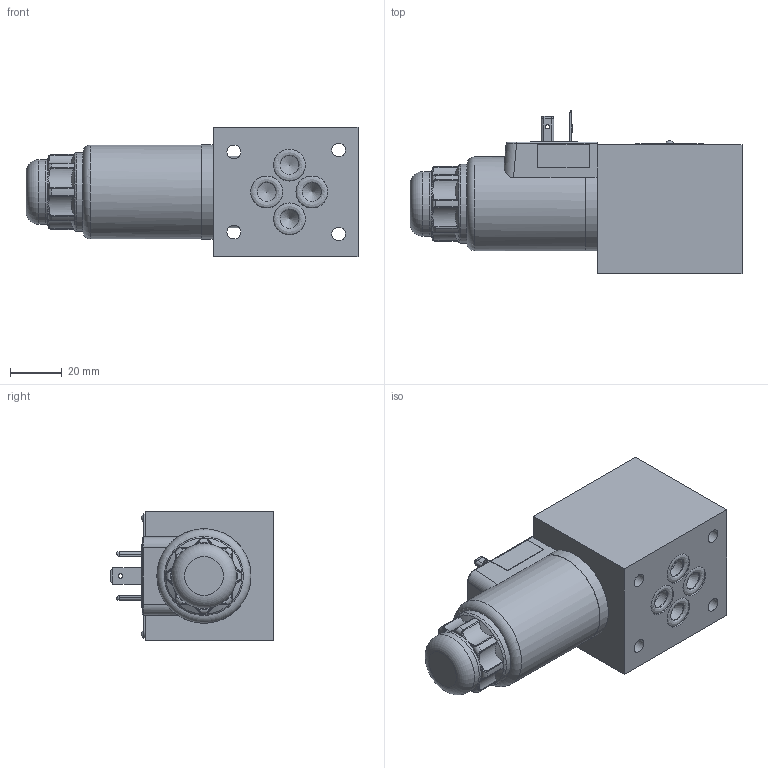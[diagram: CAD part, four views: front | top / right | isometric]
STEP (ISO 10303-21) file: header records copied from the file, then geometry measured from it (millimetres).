
FILE_DESCRIPTION (( 'STEP AP214' ), '1' );
FILE_NAME ('WVH-6I-2_2, 3_2.STEP', '2024-06-27T14:30:45', ( '' ), ( '' ), 'SwSTEP 2.0', 'SolidWorks 2022', '' );
FILE_SCHEMA (( 'AUTOMOTIVE_DESIGN' ));
Length unit declared in the file: millimetre
Products named in the file (1): WVH-6I-2_2, 3_2
Bounding box: 128.3 x 63.2 x 50 mm (x, y, z)
Volume: 184982.6 mm3; surface area: 42490.2 mm2
Topology: 11 solids, 13 shells, 668 faces, 1652 edges, 1051 vertices
Faces by surface type: plane 389, cylinder 117, bspline 85, torus 45, cone 30, sphere 2
Full cylindrical faces by diameter (mm): 1.6 x2, 1.65 x3, 1.7 x2, 1.85 x2, 2 x2, 2.7 x1, 3 x1, 4.9 x1, 5.3 x4, 7.8 x2, 8.011 x2, 10.135 x4, 12.35 x4, 16 x1, 18.05 x2, 18.4 x1, 19 x1, 20 x2, 20.3 x1, 22.4 x1, 23 x2, 25 x2, 25.1 x1, 26.8 x1, 30.5 x1, 32.42 x1, 36.3 x1
Entity records: 28017 total; most frequent: CARTESIAN_POINT 5935, ORIENTED_EDGE 3018, DIRECTION 2803, EDGE_CURVE 1509, VERTEX_POINT 1020, VECTOR 959, LINE 959, AXIS2_PLACEMENT_3D 922
